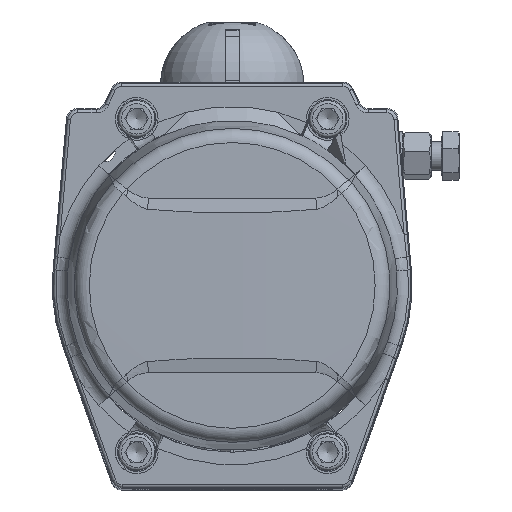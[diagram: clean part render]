
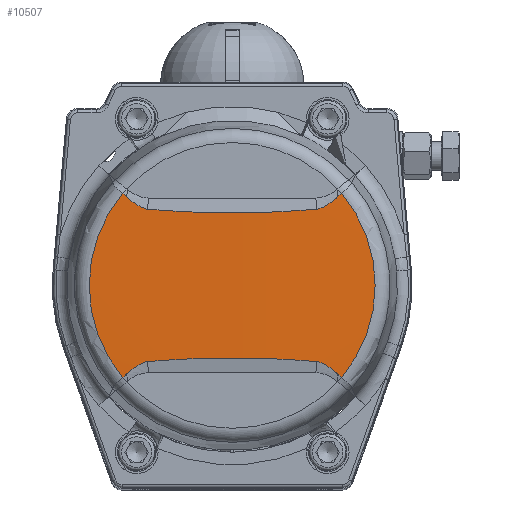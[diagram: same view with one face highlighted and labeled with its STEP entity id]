
A CAD part, top view. The second image highlights one B-rep face of the part: STEP entity #10507.
In plain terms, the highlighted spherical face has radius 2955.63 mm.
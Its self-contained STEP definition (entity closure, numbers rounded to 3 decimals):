
#23=SPHERICAL_SURFACE('',#11917,2955.626);
#2349=CIRCLE('',#11894,70.37);
#2366=CIRCLE('',#11918,2955.626);
#2367=CIRCLE('',#11919,2955.626);
#2368=CIRCLE('',#11920,478.031);
#2369=CIRCLE('',#11921,2955.407);
#2370=CIRCLE('',#11922,478.031);
#2371=CIRCLE('',#11923,2955.626);
#2372=CIRCLE('',#11924,70.37);
#2373=CIRCLE('',#11925,2955.626);
#2374=CIRCLE('',#11926,478.031);
#2375=CIRCLE('',#11927,2955.407);
#2376=CIRCLE('',#11928,478.031);
#4665=ORIENTED_EDGE('',*,*,#6584,.F.);
#4666=ORIENTED_EDGE('',*,*,#6549,.T.);
#4667=ORIENTED_EDGE('',*,*,#6585,.T.);
#4668=ORIENTED_EDGE('',*,*,#6586,.T.);
#4669=ORIENTED_EDGE('',*,*,#6587,.T.);
#4670=ORIENTED_EDGE('',*,*,#6588,.T.);
#4671=ORIENTED_EDGE('',*,*,#6589,.T.);
#4672=ORIENTED_EDGE('',*,*,#6590,.T.);
#4673=ORIENTED_EDGE('',*,*,#6591,.T.);
#4674=ORIENTED_EDGE('',*,*,#6592,.T.);
#4675=ORIENTED_EDGE('',*,*,#6593,.F.);
#4676=ORIENTED_EDGE('',*,*,#6594,.T.);
#4677=ORIENTED_EDGE('',*,*,#6595,.T.);
#4678=ORIENTED_EDGE('',*,*,#6596,.T.);
#4679=ORIENTED_EDGE('',*,*,#6597,.T.);
#4680=ORIENTED_EDGE('',*,*,#6598,.T.);
#4681=ORIENTED_EDGE('',*,*,#6599,.F.);
#4682=ORIENTED_EDGE('',*,*,#6600,.T.);
#4683=ORIENTED_EDGE('',*,*,#6601,.T.);
#4684=ORIENTED_EDGE('',*,*,#6602,.T.);
#6549=EDGE_CURVE('',#7800,#7801,#2349,.T.);
#6584=EDGE_CURVE('',#7800,#7832,#2366,.T.);
#6585=EDGE_CURVE('',#7801,#7833,#2367,.T.);
#6586=EDGE_CURVE('',#7833,#7834,#8299,.T.);
#6587=EDGE_CURVE('',#7834,#7835,#8300,.T.);
#6588=EDGE_CURVE('',#7835,#7836,#2368,.T.);
#6589=EDGE_CURVE('',#7836,#7837,#2369,.T.);
#6590=EDGE_CURVE('',#7837,#7838,#2370,.T.);
#6591=EDGE_CURVE('',#7838,#7839,#8301,.T.);
#6592=EDGE_CURVE('',#7839,#7840,#8302,.T.);
#6593=EDGE_CURVE('',#7841,#7840,#2371,.T.);
#6594=EDGE_CURVE('',#7841,#7842,#2372,.T.);
#6595=EDGE_CURVE('',#7842,#7843,#2373,.T.);
#6596=EDGE_CURVE('',#7843,#7844,#8303,.T.);
#6597=EDGE_CURVE('',#7844,#7845,#8304,.T.);
#6598=EDGE_CURVE('',#7845,#7846,#2374,.T.);
#6599=EDGE_CURVE('',#7847,#7846,#2375,.T.);
#6600=EDGE_CURVE('',#7847,#7848,#2376,.T.);
#6601=EDGE_CURVE('',#7848,#7849,#8305,.T.);
#6602=EDGE_CURVE('',#7849,#7832,#8306,.T.);
#7800=VERTEX_POINT('',#20306);
#7801=VERTEX_POINT('',#20307);
#7832=VERTEX_POINT('',#20594);
#7833=VERTEX_POINT('',#20596);
#7834=VERTEX_POINT('',#20601);
#7835=VERTEX_POINT('',#20606);
#7836=VERTEX_POINT('',#20608);
#7837=VERTEX_POINT('',#20610);
#7838=VERTEX_POINT('',#20612);
#7839=VERTEX_POINT('',#20617);
#7840=VERTEX_POINT('',#20622);
#7841=VERTEX_POINT('',#20624);
#7842=VERTEX_POINT('',#20626);
#7843=VERTEX_POINT('',#20628);
#7844=VERTEX_POINT('',#20633);
#7845=VERTEX_POINT('',#20638);
#7846=VERTEX_POINT('',#20640);
#7847=VERTEX_POINT('',#20642);
#7848=VERTEX_POINT('',#20644);
#7849=VERTEX_POINT('',#20649);
#8299=B_SPLINE_CURVE_WITH_KNOTS('',3,(#20597,#20598,#20599,#20600),
 .UNSPECIFIED.,.F.,.F.,(4,4),(0.,0.008),
 .UNSPECIFIED.);
#8300=B_SPLINE_CURVE_WITH_KNOTS('',3,(#20602,#20603,#20604,#20605),
 .UNSPECIFIED.,.F.,.F.,(4,4),(0.,0.001),.UNSPECIFIED.);
#8301=B_SPLINE_CURVE_WITH_KNOTS('',3,(#20613,#20614,#20615,#20616),
 .UNSPECIFIED.,.F.,.F.,(4,4),(0.,0.001),
 .UNSPECIFIED.);
#8302=B_SPLINE_CURVE_WITH_KNOTS('',3,(#20618,#20619,#20620,#20621),
 .UNSPECIFIED.,.F.,.F.,(4,4),(0.,0.008),
 .UNSPECIFIED.);
#8303=B_SPLINE_CURVE_WITH_KNOTS('',3,(#20629,#20630,#20631,#20632),
 .UNSPECIFIED.,.F.,.F.,(4,4),(0.,0.008),
 .UNSPECIFIED.);
#8304=B_SPLINE_CURVE_WITH_KNOTS('',3,(#20634,#20635,#20636,#20637),
 .UNSPECIFIED.,.F.,.F.,(4,4),(0.,0.001),.UNSPECIFIED.);
#8305=B_SPLINE_CURVE_WITH_KNOTS('',3,(#20645,#20646,#20647,#20648),
 .UNSPECIFIED.,.F.,.F.,(4,4),(0.,0.001),.UNSPECIFIED.);
#8306=B_SPLINE_CURVE_WITH_KNOTS('',3,(#20650,#20651,#20652,#20653),
 .UNSPECIFIED.,.F.,.F.,(4,4),(0.,0.008),
 .UNSPECIFIED.);
#9007=EDGE_LOOP('',(#4665,#4666,#4667,#4668,#4669,#4670,#4671,#4672,#4673,
#4674,#4675,#4676,#4677,#4678,#4679,#4680,#4681,#4682,#4683,#4684));
#9802=FACE_BOUND('',#9007,.T.);
#10507=ADVANCED_FACE('',(#9802),#23,.T.);
#11894=AXIS2_PLACEMENT_3D('',#20305,#14504,#14505);
#11917=AXIS2_PLACEMENT_3D('',#20592,#14552,#14553);
#11918=AXIS2_PLACEMENT_3D('',#20593,#14554,#14555);
#11919=AXIS2_PLACEMENT_3D('',#20595,#14556,#14557);
#11920=AXIS2_PLACEMENT_3D('',#20607,#14558,#14559);
#11921=AXIS2_PLACEMENT_3D('',#20609,#14560,#14561);
#11922=AXIS2_PLACEMENT_3D('',#20611,#14562,#14563);
#11923=AXIS2_PLACEMENT_3D('',#20623,#14564,#14565);
#11924=AXIS2_PLACEMENT_3D('',#20625,#14566,#14567);
#11925=AXIS2_PLACEMENT_3D('',#20627,#14568,#14569);
#11926=AXIS2_PLACEMENT_3D('',#20639,#14570,#14571);
#11927=AXIS2_PLACEMENT_3D('',#20641,#14572,#14573);
#11928=AXIS2_PLACEMENT_3D('',#20643,#14574,#14575);
#14504=DIRECTION('',(0.,0.,1.));
#14505=DIRECTION('',(-1.,0.,0.));
#14552=DIRECTION('',(0.,1.,0.));
#14553=DIRECTION('',(1.,0.,0.));
#14554=DIRECTION('',(0.643,0.766,0.));
#14555=DIRECTION('',(-0.766,0.643,0.));
#14556=DIRECTION('',(-0.643,0.766,0.));
#14557=DIRECTION('',(0.,0.,1.));
#14558=DIRECTION('',(0.,0.174,-0.985));
#14559=DIRECTION('',(0.,0.985,0.174));
#14560=DIRECTION('',(0.,1.,0.));
#14561=DIRECTION('',(0.,0.,1.));
#14562=DIRECTION('',(0.,0.174,-0.985));
#14563=DIRECTION('',(0.,0.985,0.174));
#14564=DIRECTION('',(-0.643,-0.766,0.));
#14565=DIRECTION('',(0.,0.,1.));
#14566=DIRECTION('',(0.,0.,1.));
#14567=DIRECTION('',(-1.,0.,0.));
#14568=DIRECTION('',(0.643,-0.766,0.));
#14569=DIRECTION('',(-0.766,-0.643,0.));
#14570=DIRECTION('',(0.,-0.174,-0.985));
#14571=DIRECTION('',(0.,-0.985,0.174));
#14572=DIRECTION('',(0.,1.,0.));
#14573=DIRECTION('',(0.,0.,1.));
#14574=DIRECTION('',(0.,-0.174,-0.985));
#14575=DIRECTION('',(0.,-0.985,0.174));
#20305=CARTESIAN_POINT('',(-34.666,14.634,518.163));
#20306=CARTESIAN_POINT('',(-88.572,59.867,518.163));
#20307=CARTESIAN_POINT('',(-88.572,-30.599,518.163));
#20592=CARTESIAN_POINT('',(-34.666,14.634,-2436.625));
#20593=CARTESIAN_POINT('',(-34.666,14.634,-2436.625));
#20594=CARTESIAN_POINT('',(-84.539,56.483,518.283));
#20595=CARTESIAN_POINT('',(-34.666,14.634,-2436.625));
#20596=CARTESIAN_POINT('',(-84.539,-27.215,518.283));
#20597=CARTESIAN_POINT('',(-84.539,-27.215,518.283));
#20598=CARTESIAN_POINT('',(-82.383,-25.405,518.345));
#20599=CARTESIAN_POINT('',(-79.99,-24.,518.402));
#20600=CARTESIAN_POINT('',(-77.359,-22.999,518.453));
#20601=CARTESIAN_POINT('',(-77.359,-22.999,518.453));
#20602=CARTESIAN_POINT('',(-77.359,-22.999,518.453));
#20603=CARTESIAN_POINT('',(-77.029,-22.944,518.458));
#20604=CARTESIAN_POINT('',(-76.698,-22.902,518.463));
#20605=CARTESIAN_POINT('',(-76.366,-22.874,518.468));
#20606=CARTESIAN_POINT('',(-76.366,-22.874,518.468));
#20607=CARTESIAN_POINT('',(-34.666,-491.847,435.776));
#20608=CARTESIAN_POINT('',(-51.338,-21.366,518.734));
#20609=CARTESIAN_POINT('',(-34.666,-21.366,-2436.625));
#20610=CARTESIAN_POINT('',(-17.993,-21.366,518.734));
#20611=CARTESIAN_POINT('',(-34.666,-491.847,435.776));
#20612=CARTESIAN_POINT('',(7.034,-22.874,518.468));
#20613=CARTESIAN_POINT('',(7.034,-22.874,518.468));
#20614=CARTESIAN_POINT('',(7.367,-22.902,518.463));
#20615=CARTESIAN_POINT('',(7.698,-22.944,518.458));
#20616=CARTESIAN_POINT('',(8.027,-22.999,518.453));
#20617=CARTESIAN_POINT('',(8.027,-22.999,518.453));
#20618=CARTESIAN_POINT('',(8.027,-22.999,518.453));
#20619=CARTESIAN_POINT('',(10.658,-24.,518.402));
#20620=CARTESIAN_POINT('',(13.052,-25.405,518.345));
#20621=CARTESIAN_POINT('',(15.208,-27.215,518.283));
#20622=CARTESIAN_POINT('',(15.208,-27.215,518.283));
#20623=CARTESIAN_POINT('',(-34.666,14.634,-2436.625));
#20624=CARTESIAN_POINT('',(19.241,-30.599,518.163));
#20625=CARTESIAN_POINT('',(-34.666,14.634,518.163));
#20626=CARTESIAN_POINT('',(19.241,59.867,518.163));
#20627=CARTESIAN_POINT('',(-34.666,14.634,-2436.625));
#20628=CARTESIAN_POINT('',(15.208,56.483,518.283));
#20629=CARTESIAN_POINT('',(15.208,56.483,518.283));
#20630=CARTESIAN_POINT('',(13.052,54.674,518.345));
#20631=CARTESIAN_POINT('',(10.658,53.269,518.402));
#20632=CARTESIAN_POINT('',(8.027,52.268,518.453));
#20633=CARTESIAN_POINT('',(8.027,52.268,518.453));
#20634=CARTESIAN_POINT('',(8.027,52.268,518.453));
#20635=CARTESIAN_POINT('',(7.698,52.213,518.458));
#20636=CARTESIAN_POINT('',(7.367,52.171,518.463));
#20637=CARTESIAN_POINT('',(7.034,52.143,518.468));
#20638=CARTESIAN_POINT('',(7.034,52.143,518.468));
#20639=CARTESIAN_POINT('',(-34.666,521.116,435.776));
#20640=CARTESIAN_POINT('',(-17.993,50.634,518.734));
#20641=CARTESIAN_POINT('',(-34.666,50.634,-2436.625));
#20642=CARTESIAN_POINT('',(-51.338,50.634,518.734));
#20643=CARTESIAN_POINT('',(-34.666,521.116,435.776));
#20644=CARTESIAN_POINT('',(-76.366,52.143,518.468));
#20645=CARTESIAN_POINT('',(-76.366,52.143,518.468));
#20646=CARTESIAN_POINT('',(-76.698,52.171,518.463));
#20647=CARTESIAN_POINT('',(-77.029,52.213,518.458));
#20648=CARTESIAN_POINT('',(-77.359,52.268,518.453));
#20649=CARTESIAN_POINT('',(-77.359,52.268,518.453));
#20650=CARTESIAN_POINT('',(-77.359,52.268,518.453));
#20651=CARTESIAN_POINT('',(-79.99,53.269,518.402));
#20652=CARTESIAN_POINT('',(-82.383,54.674,518.345));
#20653=CARTESIAN_POINT('',(-84.539,56.483,518.283));
